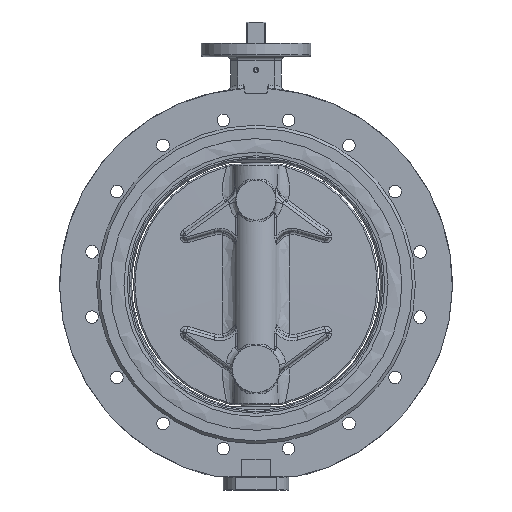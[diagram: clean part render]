
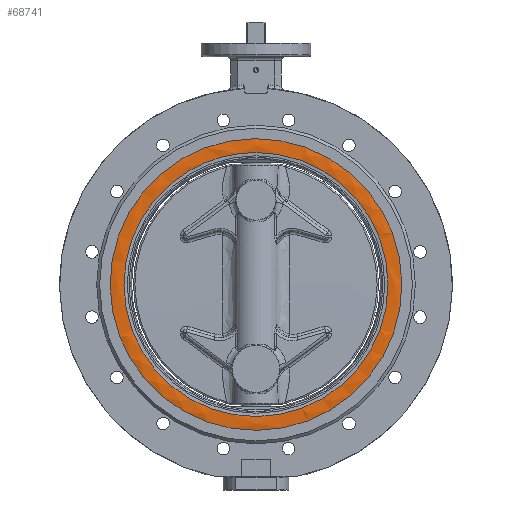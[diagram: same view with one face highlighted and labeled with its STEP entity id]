
A CAD part, left-side view. The second image highlights one B-rep face of the part: STEP entity #68741.
In plain terms, the highlighted free-form (B-spline) face has degree [2, 2] with [3, 9] control points.
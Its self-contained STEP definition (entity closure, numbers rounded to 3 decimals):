
#67328=CARTESIAN_POINT('',(-46.,101.942,172.65));
#67329=VERTEX_POINT('',#67328);
#67330=CARTESIAN_POINT('',(-46.,0.,0.));
#67331=DIRECTION('',(1.0,0.0,0.0));
#67332=DIRECTION('',(0.0,0.0,1.0));
#67333=AXIS2_PLACEMENT_3D('',#67330,#67331,#67332);
#67334=CIRCLE('',#67333,200.5);
#67335=EDGE_CURVE('',#67329,#67329,#67334,.T.);
#68692=CARTESIAN_POINT('',(-46.,179.5,0.));
#68693=CARTESIAN_POINT('',(-49.063,190.0,0.));
#68694=CARTESIAN_POINT('',(-46.,200.5,0.));
#68695=CARTESIAN_POINT('',(-46.,179.5,-179.5));
#68696=CARTESIAN_POINT('',(-49.063,190.,-190.0));
#68697=CARTESIAN_POINT('',(-46.,200.5,-200.5));
#68698=CARTESIAN_POINT('',(-46.,0.,-179.5));
#68699=CARTESIAN_POINT('',(-49.063,0.,-190.0));
#68700=CARTESIAN_POINT('',(-46.,0.,-200.5));
#68701=CARTESIAN_POINT('',(-46.,-179.5,-179.5));
#68702=CARTESIAN_POINT('',(-49.063,-190.0,-190.));
#68703=CARTESIAN_POINT('',(-46.,-200.5,-200.5));
#68704=CARTESIAN_POINT('',(-46.,-179.5,0.));
#68705=CARTESIAN_POINT('',(-49.063,-190.0,0.));
#68706=CARTESIAN_POINT('',(-46.,-200.5,0.));
#68707=CARTESIAN_POINT('',(-46.,-179.5,179.5));
#68708=CARTESIAN_POINT('',(-49.063,-190.,190.0));
#68709=CARTESIAN_POINT('',(-46.,-200.5,200.5));
#68710=CARTESIAN_POINT('',(-46.,0.,179.5));
#68711=CARTESIAN_POINT('',(-49.063,0.,190.0));
#68712=CARTESIAN_POINT('',(-46.,0.,200.5));
#68713=CARTESIAN_POINT('',(-46.,179.5,179.5));
#68714=CARTESIAN_POINT('',(-49.063,190.0,190.));
#68715=CARTESIAN_POINT('',(-46.,200.5,200.5));
#68716=CARTESIAN_POINT('',(-46.,179.5,0.));
#68717=CARTESIAN_POINT('',(-49.063,190.0,0.));
#68718=CARTESIAN_POINT('',(-46.,200.5,0.));
#68726=(BOUNDED_SURFACE()B_SPLINE_SURFACE(2,2,((#68692,#68695,#68698,#68701,#68704,#68707,#68710,#68713,#68716),(#68693,#68696,#68699,#68702,#68705,#68708,#68711,#68714,#68717),(#68694,#68697,#68700,#68703,#68706,#68709,#68712,#68715,#68718)),.UNSPECIFIED.,.F.,.T.,.U.)B_SPLINE_SURFACE_WITH_KNOTS((3,3),(3,2,2,2,3),(-1.855,-1.287),(0.0,1.571,3.142,4.712,6.283),.UNSPECIFIED.)GEOMETRIC_REPRESENTATION_ITEM()RATIONAL_B_SPLINE_SURFACE(((1.0,0.707,1.0,0.707,1.0,0.707,1.0,0.707,1.0),(0.96,0.679,0.96,0.679,0.96,0.679,0.96,0.679,0.96),(1.0,0.707,1.0,0.707,1.0,0.707,1.0,0.707,1.0)))REPRESENTATION_ITEM('')SURFACE());
#68727=ORIENTED_EDGE('',*,*,#67335,.F.);
#68728=EDGE_LOOP('',(#68727));
#68729=FACE_OUTER_BOUND('',#68728,.T.);
#68730=CARTESIAN_POINT('',(-46.522,0.,181.49));
#68731=VERTEX_POINT('',#68730);
#68732=CARTESIAN_POINT('',(-46.522,0.,0.));
#68733=DIRECTION('',(-1.0,0.0,0.0));
#68734=DIRECTION('',(0.0,0.0,1.0));
#68735=AXIS2_PLACEMENT_3D('',#68732,#68733,#68734);
#68736=CIRCLE('',#68735,181.49);
#68737=EDGE_CURVE('',#68731,#68731,#68736,.T.);
#68738=ORIENTED_EDGE('',*,*,#68737,.F.);
#68739=EDGE_LOOP('',(#68738));
#68740=FACE_BOUND('',#68739,.T.);
#68741=ADVANCED_FACE('',(#68729,#68740),#68726,.T.);
